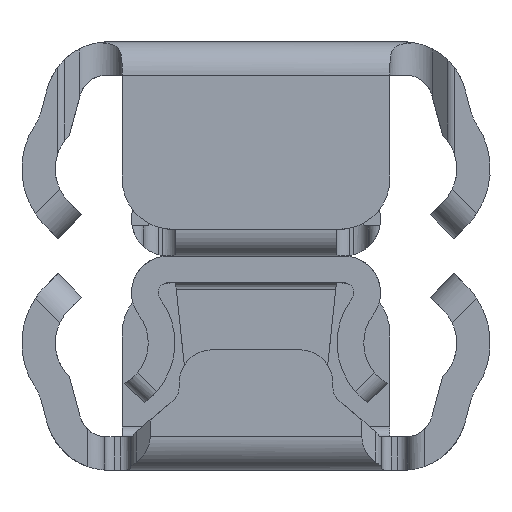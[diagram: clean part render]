
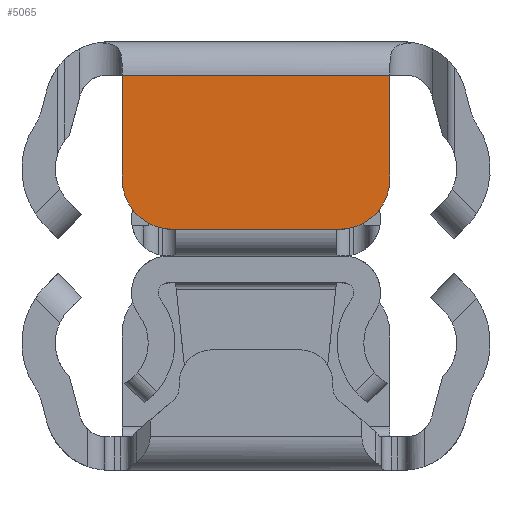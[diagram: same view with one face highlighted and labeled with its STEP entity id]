
A CAD part, left-side view. The second image highlights one B-rep face of the part: STEP entity #5065.
In plain terms, the highlighted face is planar.
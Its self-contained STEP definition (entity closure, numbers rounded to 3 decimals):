
#89 = DIRECTION ( 'NONE',  ( 0., 0., -1. ) ) ;
#160 = VECTOR ( 'NONE', #625, 1000. ) ;
#164 = AXIS2_PLACEMENT_3D ( 'NONE', #570, #4900, #4407 ) ;
#271 = CARTESIAN_POINT ( 'NONE',  ( 70., -2.5, 4.1 ) ) ;
#311 = VECTOR ( 'NONE', #4978, 1000. ) ;
#536 = CARTESIAN_POINT ( 'NONE',  ( 70., 4., 4.1 ) ) ;
#570 = CARTESIAN_POINT ( 'NONE',  ( 70., -4.404, 1.9 ) ) ;
#625 = DIRECTION ( 'NONE',  ( 0., -1., 0. ) ) ;
#894 = EDGE_CURVE ( 'NONE', #1999, #2656, #2852, .T. ) ;
#994 = CARTESIAN_POINT ( 'NONE',  ( 70., 4., 1. ) ) ;
#1006 = LINE ( 'NONE', #2208, #311 ) ;
#1123 = DIRECTION ( 'NONE',  ( 1., 0., 0. ) ) ;
#1168 = EDGE_CURVE ( 'NONE', #4024, #4047, #4497, .T. ) ;
#1172 = ORIENTED_EDGE ( 'NONE', *, *, #3489, .T. ) ;
#1343 = PLANE ( 'NONE',  #164 ) ;
#1361 = CARTESIAN_POINT ( 'NONE',  ( 70., -2.5, 5.6 ) ) ;
#1541 = AXIS2_PLACEMENT_3D ( 'NONE', #4420, #1680, #89 ) ;
#1680 = DIRECTION ( 'NONE',  ( 1., 0., 0. ) ) ;
#1708 = VECTOR ( 'NONE', #3241, 1000. ) ;
#1750 = FACE_OUTER_BOUND ( 'NONE', #3491, .T. ) ;
#1759 = LINE ( 'NONE', #4528, #160 ) ;
#1937 = ORIENTED_EDGE ( 'NONE', *, *, #4848, .T. ) ;
#1940 = DIRECTION ( 'NONE',  ( 0., 0., -1. ) ) ;
#1999 = VERTEX_POINT ( 'NONE', #3440 ) ;
#2056 = EDGE_CURVE ( 'NONE', #4851, #1999, #4990, .T. ) ;
#2122 = VERTEX_POINT ( 'NONE', #3903 ) ;
#2208 = CARTESIAN_POINT ( 'NONE',  ( 70., -4., 4.1 ) ) ;
#2425 = AXIS2_PLACEMENT_3D ( 'NONE', #271, #1123, #1940 ) ;
#2540 = ORIENTED_EDGE ( 'NONE', *, *, #894, .T. ) ;
#2656 = VERTEX_POINT ( 'NONE', #4731 ) ;
#2850 = EDGE_CURVE ( 'NONE', #4047, #2122, #1006, .T. ) ;
#2852 = CIRCLE ( 'NONE', #1541, 1.5 ) ;
#3241 = DIRECTION ( 'NONE',  ( 0., 1., 0. ) ) ;
#3270 = VECTOR ( 'NONE', #4873, 1000. ) ;
#3292 = ORIENTED_EDGE ( 'NONE', *, *, #2850, .T. ) ;
#3440 = CARTESIAN_POINT ( 'NONE',  ( 70., 4., 4.1 ) ) ;
#3489 = EDGE_CURVE ( 'NONE', #2122, #4851, #4322, .T. ) ;
#3491 = EDGE_LOOP ( 'NONE', ( #3292, #1172, #4827, #2540, #1937, #3600 ) ) ;
#3573 = CARTESIAN_POINT ( 'NONE',  ( 70., 4., 1. ) ) ;
#3600 = ORIENTED_EDGE ( 'NONE', *, *, #1168, .T. ) ;
#3903 = CARTESIAN_POINT ( 'NONE',  ( 70., -4., 1. ) ) ;
#4024 = VERTEX_POINT ( 'NONE', #1361 ) ;
#4047 = VERTEX_POINT ( 'NONE', #4954 ) ;
#4322 = LINE ( 'NONE', #3573, #1708 ) ;
#4407 = DIRECTION ( 'NONE',  ( 0., 0., -1. ) ) ;
#4420 = CARTESIAN_POINT ( 'NONE',  ( 70., 2.5, 4.1 ) ) ;
#4497 = CIRCLE ( 'NONE', #2425, 1.5 ) ;
#4528 = CARTESIAN_POINT ( 'NONE',  ( 70., 0., 5.6 ) ) ;
#4731 = CARTESIAN_POINT ( 'NONE',  ( 70., 2.5, 5.6 ) ) ;
#4827 = ORIENTED_EDGE ( 'NONE', *, *, #2056, .T. ) ;
#4848 = EDGE_CURVE ( 'NONE', #2656, #4024, #1759, .T. ) ;
#4851 = VERTEX_POINT ( 'NONE', #994 ) ;
#4873 = DIRECTION ( 'NONE',  ( 0., 0., 1. ) ) ;
#4900 = DIRECTION ( 'NONE',  ( 1., 0., 0. ) ) ;
#4954 = CARTESIAN_POINT ( 'NONE',  ( 70., -4., 4.1 ) ) ;
#4978 = DIRECTION ( 'NONE',  ( 0., 0., -1. ) ) ;
#4990 = LINE ( 'NONE', #536, #3270 ) ;
#5065 = ADVANCED_FACE ( 'NONE', ( #1750 ), #1343, .T. ) ;
